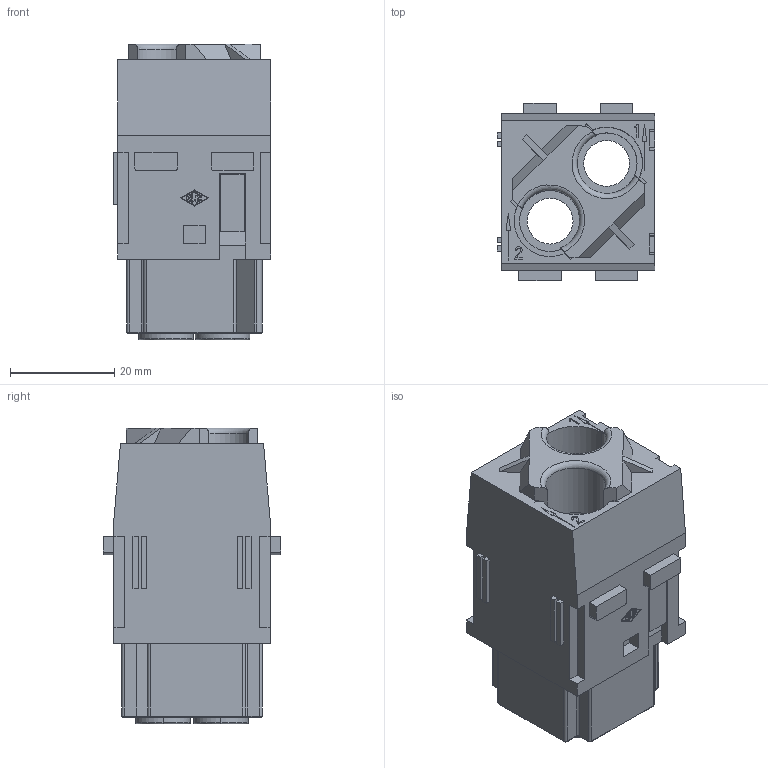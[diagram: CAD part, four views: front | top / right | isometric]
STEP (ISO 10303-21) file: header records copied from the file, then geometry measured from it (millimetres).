
FILE_DESCRIPTION(('Creo Elements/Direct Modeling STEP Export'),'2;1');
FILE_NAME('CX 02 GF.stp','2011-09-27T14:28:14',(''),(''),'Creo Elements/Direct Modeling STEP processor for AP214 (Solid Model)','Creo Elements/Direct Modeling 17.0C 05-Feb-2011 (C) Parametric Technology GmbH','');
FILE_SCHEMA(('AUTOMOTIVE_DESIGN { 1 0 10303 214 1 1 1 1 }'));
Length unit declared in the file: millimetre
Products named in the file (2): CX_02_GF
Assembly tree (1 placements, depth 2):
  CX_02_GF
    CX_02_GF
Bounding box: 30.3 x 34 x 56.8 mm (x, y, z)
Volume: 26260.1 mm3; surface area: 16522.6 mm2
Topology: 1 solids, 1 shells, 466 faces, 1261 edges, 830 vertices
Faces by surface type: plane 363, cylinder 78, torus 16, extrusion 9
Entity records: 17073 total; most frequent: CARTESIAN_POINT 3063, ORIENTED_EDGE 2522, DIRECTION 2271, EDGE_CURVE 1261, VECTOR 1065, LINE 1056, VERTEX_POINT 830, AXIS2_PLACEMENT_3D 603
